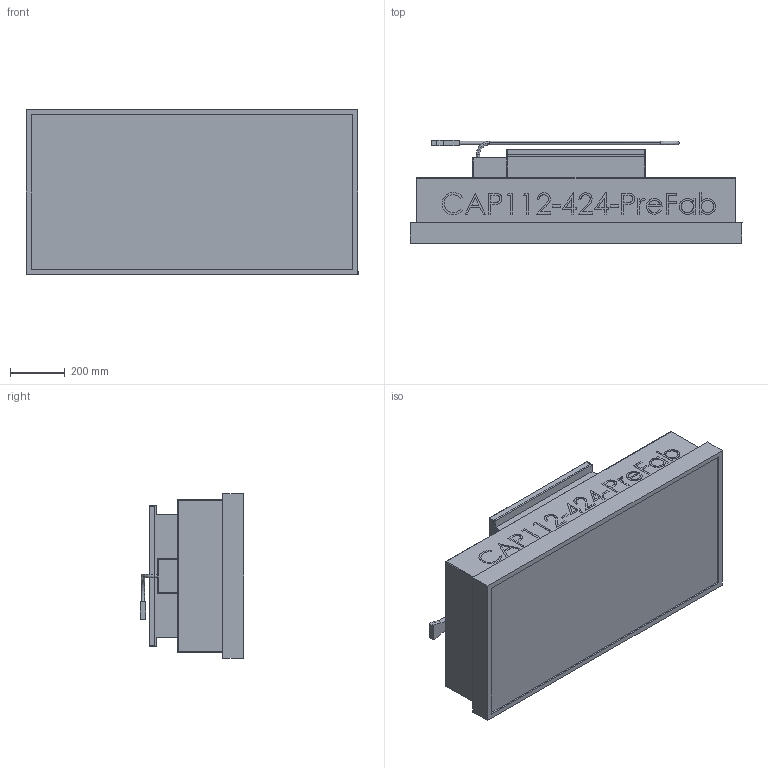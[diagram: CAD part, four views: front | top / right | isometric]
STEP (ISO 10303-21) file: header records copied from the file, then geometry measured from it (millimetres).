
FILE_DESCRIPTION (( 'STEP AP214' ), '1' );
FILE_NAME ('012253_AP214_Version.STEP', '2014-02-26T16:25:06', ( 'peter' ), ( '' ), 'SwSTEP 2.0', 'SolidWorks 2011', '' );
FILE_SCHEMA (( 'AUTOMOTIVE_DESIGN' ));
Length unit declared in the file: inch
Products named in the file (1): 012253_AP214_Version
Bounding box: 1209.67 x 375.75 x 600.08 mm (x, y, z)
Volume: 182518774.5 mm3; surface area: 2757710.3 mm2
Topology: 1 solids, 1 shells, 320 faces, 819 edges, 531 vertices
Faces by surface type: plane 207, bspline 73, cylinder 34, sphere 6
Entity records: 13509 total; most frequent: CARTESIAN_POINT 6078, ORIENTED_EDGE 1626, DIRECTION 1218, EDGE_CURVE 813, LINE 604, VECTOR 604, VERTEX_POINT 531, EDGE_LOOP 356
